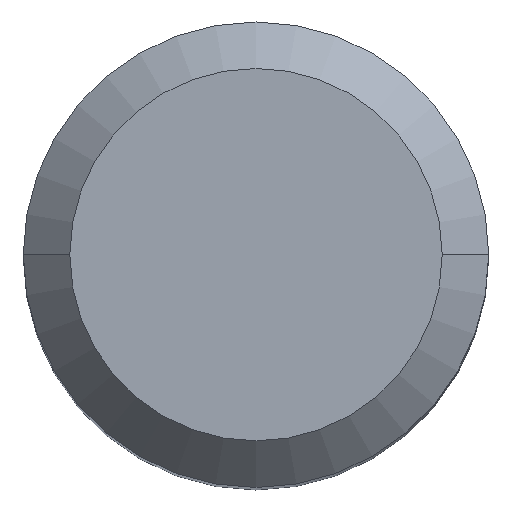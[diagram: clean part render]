
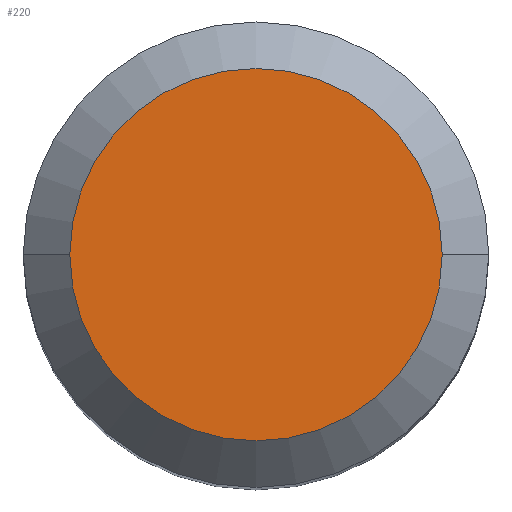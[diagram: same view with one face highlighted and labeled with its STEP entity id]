
A CAD part, top view. The second image highlights one B-rep face of the part: STEP entity #220.
In plain terms, the highlighted planar face has unit normal (0, 0, 1).
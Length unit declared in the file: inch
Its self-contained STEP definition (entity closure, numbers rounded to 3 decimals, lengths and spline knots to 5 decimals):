
#3 = DIRECTION ( 'NONE',  ( 0., 0., 1. ) ) ;
#8 = VERTEX_POINT ( 'NONE', #280 ) ;
#69 = CARTESIAN_POINT ( 'NONE',  ( 0., 0., 0. ) ) ;
#70 = EDGE_CURVE ( 'NONE', #8, #462, #129, .T. ) ;
#87 = AXIS2_PLACEMENT_3D ( 'NONE', #151, #3, #264 ) ;
#105 = ORIENTED_EDGE ( 'NONE', *, *, #70, .T. ) ;
#129 = CIRCLE ( 'NONE', #186, 0.22048 ) ;
#140 = AXIS2_PLACEMENT_3D ( 'NONE', #69, #174, #324 ) ;
#146 = EDGE_LOOP ( 'NONE', ( #376, #105 ) ) ;
#151 = CARTESIAN_POINT ( 'NONE',  ( 0., 0., 0. ) ) ;
#174 = DIRECTION ( 'NONE',  ( 0., 0., -1. ) ) ;
#186 = AXIS2_PLACEMENT_3D ( 'NONE', #446, #328, #247 ) ;
#220 = ADVANCED_FACE ( 'NONE', ( #486 ), #363, .F. ) ;
#247 = DIRECTION ( 'NONE',  ( 1., 0., 0. ) ) ;
#264 = DIRECTION ( 'NONE',  ( 1., 0., 0. ) ) ;
#280 = CARTESIAN_POINT ( 'NONE',  ( 0.22048, 0., 0. ) ) ;
#324 = DIRECTION ( 'NONE',  ( -1., 0., 0. ) ) ;
#328 = DIRECTION ( 'NONE',  ( 0., 0., 1. ) ) ;
#336 = EDGE_CURVE ( 'NONE', #462, #8, #398, .T. ) ;
#363 = PLANE ( 'NONE',  #140 ) ;
#376 = ORIENTED_EDGE ( 'NONE', *, *, #336, .T. ) ;
#398 = CIRCLE ( 'NONE', #87, 0.22048 ) ;
#428 = CARTESIAN_POINT ( 'NONE',  ( -0.22048, 0., 0. ) ) ;
#446 = CARTESIAN_POINT ( 'NONE',  ( 0., 0., 0. ) ) ;
#462 = VERTEX_POINT ( 'NONE', #428 ) ;
#486 = FACE_OUTER_BOUND ( 'NONE', #146, .T. ) ;
